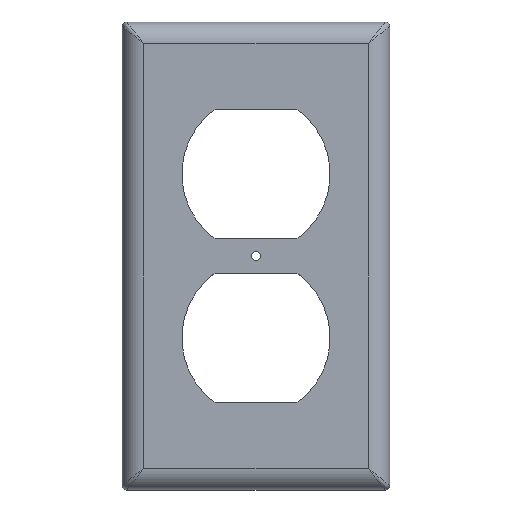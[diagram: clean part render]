
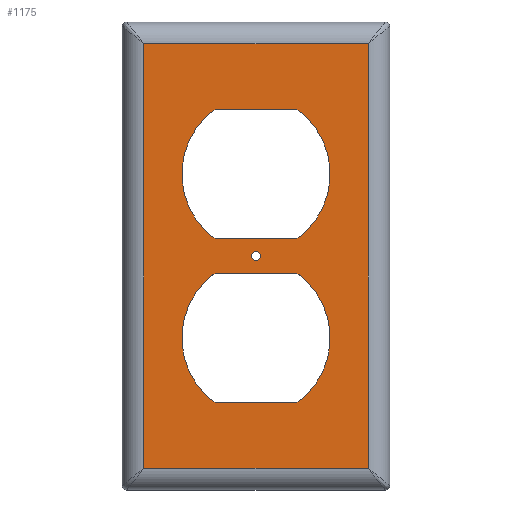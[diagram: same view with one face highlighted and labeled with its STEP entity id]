
A CAD part, top view. The second image highlights one B-rep face of the part: STEP entity #1175.
In plain terms, the highlighted planar face has unit normal (0, 0, 1).
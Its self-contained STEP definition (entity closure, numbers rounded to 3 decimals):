
#620 = VERTEX_POINT('',#621);
#621 = CARTESIAN_POINT('',(-9.5,-34.,6.));
#627 = EDGE_CURVE('',#620,#628,#630,.T.);
#628 = VERTEX_POINT('',#629);
#629 = CARTESIAN_POINT('',(9.5,-34.,6.));
#630 = LINE('',#631,#632);
#631 = CARTESIAN_POINT('',(-4.75,-34.,6.));
#632 = VECTOR('',#633,1.);
#633 = DIRECTION('',(1.,0.,0.));
#651 = EDGE_CURVE('',#652,#628,#654,.T.);
#652 = VERTEX_POINT('',#653);
#653 = CARTESIAN_POINT('',(9.5,-4.,6.));
#654 = CIRCLE('',#655,18.454);
#655 = AXIS2_PLACEMENT_3D('',#656,#657,#658);
#656 = CARTESIAN_POINT('',(-1.25,-19.,6.));
#657 = DIRECTION('',(0.,0.,-1.));
#658 = DIRECTION('',(1.,0.,0.));
#676 = VERTEX_POINT('',#677);
#677 = CARTESIAN_POINT('',(-9.5,-4.,6.));
#683 = EDGE_CURVE('',#620,#676,#684,.T.);
#684 = CIRCLE('',#685,18.454);
#685 = AXIS2_PLACEMENT_3D('',#686,#687,#688);
#686 = CARTESIAN_POINT('',(1.25,-19.,6.));
#687 = DIRECTION('',(0.,0.,-1.));
#688 = DIRECTION('',(1.,0.,0.));
#701 = EDGE_CURVE('',#676,#652,#702,.T.);
#702 = LINE('',#703,#704);
#703 = CARTESIAN_POINT('',(-4.75,-4.,6.));
#704 = VECTOR('',#705,1.);
#705 = DIRECTION('',(1.,0.,0.));
#718 = VERTEX_POINT('',#719);
#719 = CARTESIAN_POINT('',(1.,0.,6.));
#725 = EDGE_CURVE('',#718,#718,#726,.T.);
#726 = CIRCLE('',#727,1.);
#727 = AXIS2_PLACEMENT_3D('',#728,#729,#730);
#728 = CARTESIAN_POINT('',(0.,0.,6.));
#729 = DIRECTION('',(0.,0.,-1.));
#730 = DIRECTION('',(1.,0.,0.));
#743 = VERTEX_POINT('',#744);
#744 = CARTESIAN_POINT('',(-9.5,34.,6.));
#750 = EDGE_CURVE('',#751,#743,#753,.T.);
#751 = VERTEX_POINT('',#752);
#752 = CARTESIAN_POINT('',(9.5,34.,6.));
#753 = LINE('',#754,#755);
#754 = CARTESIAN_POINT('',(-4.75,34.,6.));
#755 = VECTOR('',#756,1.);
#756 = DIRECTION('',(-1.,0.,0.));
#774 = VERTEX_POINT('',#775);
#775 = CARTESIAN_POINT('',(9.5,4.,6.));
#781 = EDGE_CURVE('',#751,#774,#782,.T.);
#782 = CIRCLE('',#783,18.454);
#783 = AXIS2_PLACEMENT_3D('',#784,#785,#786);
#784 = CARTESIAN_POINT('',(-1.25,19.,6.));
#785 = DIRECTION('',(0.,0.,-1.));
#786 = DIRECTION('',(1.,0.,0.));
#799 = EDGE_CURVE('',#800,#743,#802,.T.);
#800 = VERTEX_POINT('',#801);
#801 = CARTESIAN_POINT('',(-9.5,4.,6.));
#802 = CIRCLE('',#803,18.454);
#803 = AXIS2_PLACEMENT_3D('',#804,#805,#806);
#804 = CARTESIAN_POINT('',(1.25,19.,6.));
#805 = DIRECTION('',(0.,0.,-1.));
#806 = DIRECTION('',(1.,0.,0.));
#824 = EDGE_CURVE('',#774,#800,#825,.T.);
#825 = LINE('',#826,#827);
#826 = CARTESIAN_POINT('',(-4.75,4.,6.));
#827 = VECTOR('',#828,1.);
#828 = DIRECTION('',(-1.,0.,0.));
#840 = VERTEX_POINT('',#841);
#841 = CARTESIAN_POINT('',(26.,49.26,6.));
#855 = EDGE_CURVE('',#840,#856,#858,.T.);
#856 = VERTEX_POINT('',#857);
#857 = CARTESIAN_POINT('',(26.,-49.26,6.));
#858 = LINE('',#859,#860);
#859 = CARTESIAN_POINT('',(26.,53.26,6.));
#860 = VECTOR('',#861,1.);
#861 = DIRECTION('',(0.,-1.,0.));
#940 = VERTEX_POINT('',#941);
#941 = CARTESIAN_POINT('',(-26.,49.26,6.));
#955 = EDGE_CURVE('',#940,#840,#956,.T.);
#956 = LINE('',#957,#958);
#957 = CARTESIAN_POINT('',(-30.,49.26,6.));
#958 = VECTOR('',#959,1.);
#959 = DIRECTION('',(1.,0.,0.));
#1025 = VERTEX_POINT('',#1026);
#1026 = CARTESIAN_POINT('',(-26.,-49.26,6.));
#1040 = EDGE_CURVE('',#1025,#940,#1041,.T.);
#1041 = LINE('',#1042,#1043);
#1042 = CARTESIAN_POINT('',(-26.,-53.26,6.));
#1043 = VECTOR('',#1044,1.);
#1044 = DIRECTION('',(0.,1.,0.));
#1123 = EDGE_CURVE('',#856,#1025,#1124,.T.);
#1124 = LINE('',#1125,#1126);
#1125 = CARTESIAN_POINT('',(30.,-49.26,6.));
#1126 = VECTOR('',#1127,1.);
#1127 = DIRECTION('',(-1.,0.,0.));
#1175 = ADVANCED_FACE('',(#1176,#1182,#1188,#1191),#1197,.T.);
#1176 = FACE_BOUND('',#1177,.T.);
#1177 = EDGE_LOOP('',(#1178,#1179,#1180,#1181));
#1178 = ORIENTED_EDGE('',*,*,#855,.F.);
#1179 = ORIENTED_EDGE('',*,*,#955,.F.);
#1180 = ORIENTED_EDGE('',*,*,#1040,.F.);
#1181 = ORIENTED_EDGE('',*,*,#1123,.F.);
#1182 = FACE_BOUND('',#1183,.T.);
#1183 = EDGE_LOOP('',(#1184,#1185,#1186,#1187));
#1184 = ORIENTED_EDGE('',*,*,#627,.F.);
#1185 = ORIENTED_EDGE('',*,*,#683,.T.);
#1186 = ORIENTED_EDGE('',*,*,#701,.T.);
#1187 = ORIENTED_EDGE('',*,*,#651,.T.);
#1188 = FACE_BOUND('',#1189,.T.);
#1189 = EDGE_LOOP('',(#1190));
#1190 = ORIENTED_EDGE('',*,*,#725,.T.);
#1191 = FACE_BOUND('',#1192,.T.);
#1192 = EDGE_LOOP('',(#1193,#1194,#1195,#1196));
#1193 = ORIENTED_EDGE('',*,*,#750,.F.);
#1194 = ORIENTED_EDGE('',*,*,#781,.T.);
#1195 = ORIENTED_EDGE('',*,*,#824,.T.);
#1196 = ORIENTED_EDGE('',*,*,#799,.T.);
#1197 = PLANE('',#1198);
#1198 = AXIS2_PLACEMENT_3D('',#1199,#1200,#1201);
#1199 = CARTESIAN_POINT('',(0.,0.,6.));
#1200 = DIRECTION('',(0.,0.,1.));
#1201 = DIRECTION('',(1.,0.,0.));
